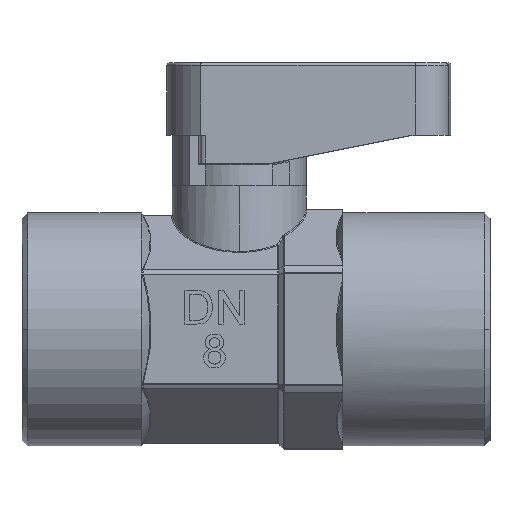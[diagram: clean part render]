
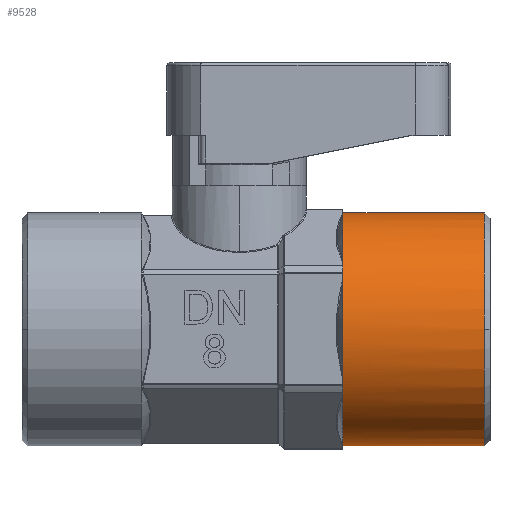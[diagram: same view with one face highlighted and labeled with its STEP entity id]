
A CAD part, top view. The second image highlights one B-rep face of the part: STEP entity #9528.
In plain terms, the highlighted cylindrical face has radius 10.45 mm (diameter 20.9 mm), a partial arc.
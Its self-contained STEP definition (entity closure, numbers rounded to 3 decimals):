
#723 = DIRECTION ( 'NONE',  ( 1., 0., 0. ) ) ;
#1036 = DIRECTION ( 'NONE',  ( 0., 1., 0. ) ) ;
#1091 = DIRECTION ( 'NONE',  ( -1., 0., 0. ) ) ;
#1189 = EDGE_CURVE ( 'NONE', #29787, #27535, #17354, .T. ) ;
#1387 = DIRECTION ( 'NONE',  ( 1., 0., 0. ) ) ;
#2227 = VECTOR ( 'NONE', #23534, 1000. ) ;
#4550 = CYLINDRICAL_SURFACE ( 'NONE', #13445, 10.45 ) ;
#5556 = AXIS2_PLACEMENT_3D ( 'NONE', #18791, #35539, #21843 ) ;
#6491 = EDGE_CURVE ( 'NONE', #29787, #32397, #21001, .T. ) ;
#7955 = AXIS2_PLACEMENT_3D ( 'NONE', #23514, #1091, #20605 ) ;
#8132 = VECTOR ( 'NONE', #18017, 1000. ) ;
#8929 = EDGE_LOOP ( 'NONE', ( #32648, #35185, #14315, #12803, #9021 ) ) ;
#9021 = ORIENTED_EDGE ( 'NONE', *, *, #1189, .F. ) ;
#9528 = ADVANCED_FACE ( 'NONE', ( #30179 ), #4550, .T. ) ;
#9552 = CARTESIAN_POINT ( 'NONE',  ( 23.139, 9.045, 0. ) ) ;
#10771 = VERTEX_POINT ( 'NONE', #17201 ) ;
#12272 = CARTESIAN_POINT ( 'NONE',  ( 9.939, -1.405, 0. ) ) ;
#12469 = CARTESIAN_POINT ( 'NONE',  ( 23.139, -11.855, 0. ) ) ;
#12803 = ORIENTED_EDGE ( 'NONE', *, *, #35139, .T. ) ;
#13445 = AXIS2_PLACEMENT_3D ( 'NONE', #24938, #723, #22157 ) ;
#13473 = EDGE_CURVE ( 'NONE', #32397, #10771, #15496, .T. ) ;
#14315 = ORIENTED_EDGE ( 'NONE', *, *, #14416, .T. ) ;
#14416 = EDGE_CURVE ( 'NONE', #10771, #23621, #15645, .T. ) ;
#14714 = CARTESIAN_POINT ( 'NONE',  ( 9.939, 9.045, 0. ) ) ;
#15496 = LINE ( 'NONE', #12469, #8132 ) ;
#15645 = CIRCLE ( 'NONE', #5556, 10.45 ) ;
#17201 = CARTESIAN_POINT ( 'NONE',  ( 22.639, -11.855, 0. ) ) ;
#17354 = LINE ( 'NONE', #9552, #2227 ) ;
#18017 = DIRECTION ( 'NONE',  ( 1., 0., 0. ) ) ;
#18791 = CARTESIAN_POINT ( 'NONE',  ( 22.639, -1.405, 0. ) ) ;
#20605 = DIRECTION ( 'NONE',  ( 0., 1., 0. ) ) ;
#20761 = CARTESIAN_POINT ( 'NONE',  ( 22.639, -1.405, 10.45 ) ) ;
#21001 = CIRCLE ( 'NONE', #24469, 10.45 ) ;
#21843 = DIRECTION ( 'NONE',  ( 0., 1., 0. ) ) ;
#22157 = DIRECTION ( 'NONE',  ( 0., 1., 0. ) ) ;
#23514 = CARTESIAN_POINT ( 'NONE',  ( 22.639, -1.405, 0. ) ) ;
#23534 = DIRECTION ( 'NONE',  ( 1., 0., 0. ) ) ;
#23621 = VERTEX_POINT ( 'NONE', #20761 ) ;
#24469 = AXIS2_PLACEMENT_3D ( 'NONE', #12272, #1387, #1036 ) ;
#24745 = CIRCLE ( 'NONE', #7955, 10.45 ) ;
#24938 = CARTESIAN_POINT ( 'NONE',  ( 23.139, -1.405, 0. ) ) ;
#27535 = VERTEX_POINT ( 'NONE', #28237 ) ;
#27983 = CARTESIAN_POINT ( 'NONE',  ( 9.939, -11.855, 0. ) ) ;
#28237 = CARTESIAN_POINT ( 'NONE',  ( 22.639, 9.045, 0. ) ) ;
#29787 = VERTEX_POINT ( 'NONE', #14714 ) ;
#30179 = FACE_OUTER_BOUND ( 'NONE', #8929, .T. ) ;
#32397 = VERTEX_POINT ( 'NONE', #27983 ) ;
#32648 = ORIENTED_EDGE ( 'NONE', *, *, #6491, .T. ) ;
#35139 = EDGE_CURVE ( 'NONE', #23621, #27535, #24745, .T. ) ;
#35185 = ORIENTED_EDGE ( 'NONE', *, *, #13473, .T. ) ;
#35539 = DIRECTION ( 'NONE',  ( -1., 0., 0. ) ) ;
